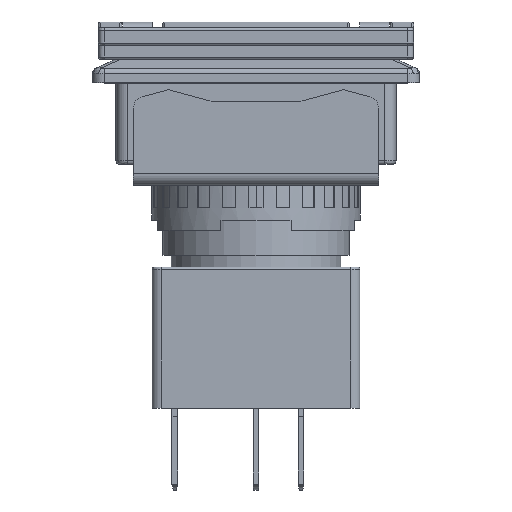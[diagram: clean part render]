
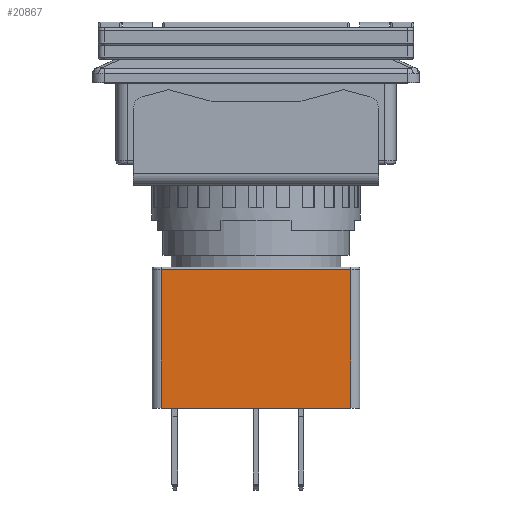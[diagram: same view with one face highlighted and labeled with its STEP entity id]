
A CAD part, front view. The second image highlights one B-rep face of the part: STEP entity #20867.
In plain terms, the highlighted planar face has unit normal (0, -1, 0).
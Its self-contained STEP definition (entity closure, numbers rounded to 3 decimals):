
#329 = EDGE_CURVE ( 'NONE', #18739, #6483, #18877, .T. ) ;
#1626 = CARTESIAN_POINT ( 'NONE',  ( -8.1, -8.9, 0. ) ) ;
#2930 = CARTESIAN_POINT ( 'NONE',  ( 0., -8.9, 11.9 ) ) ;
#3406 = ORIENTED_EDGE ( 'NONE', *, *, #10473, .F. ) ;
#3567 = LINE ( 'NONE', #10796, #4250 ) ;
#4250 = VECTOR ( 'NONE', #17783, 1000. ) ;
#4309 = VECTOR ( 'NONE', #10178, 1000. ) ;
#4819 = PLANE ( 'NONE',  #6012 ) ;
#5647 = VECTOR ( 'NONE', #21026, 1000. ) ;
#6012 = AXIS2_PLACEMENT_3D ( 'NONE', #1626, #8953, #15971 ) ;
#6416 = EDGE_CURVE ( 'NONE', #19201, #17712, #6920, .T. ) ;
#6469 = EDGE_LOOP ( 'NONE', ( #14194, #22996, #17630, #3406 ) ) ;
#6483 = VERTEX_POINT ( 'NONE', #12529 ) ;
#6920 = LINE ( 'NONE', #14030, #5647 ) ;
#8562 = LINE ( 'NONE', #15592, #17179 ) ;
#8953 = DIRECTION ( 'NONE',  ( 0., 1., 0. ) ) ;
#10178 = DIRECTION ( 'NONE',  ( 1., 0., 0. ) ) ;
#10473 = EDGE_CURVE ( 'NONE', #6483, #17712, #3567, .T. ) ;
#10796 = CARTESIAN_POINT ( 'NONE',  ( 8.1, -8.9, 5.95 ) ) ;
#12529 = CARTESIAN_POINT ( 'NONE',  ( 8.1, -8.9, 11.9 ) ) ;
#14030 = CARTESIAN_POINT ( 'NONE',  ( 0., -8.9, 0. ) ) ;
#14194 = ORIENTED_EDGE ( 'NONE', *, *, #329, .F. ) ;
#15592 = CARTESIAN_POINT ( 'NONE',  ( -8.1, -8.9, 5.95 ) ) ;
#15971 = DIRECTION ( 'NONE',  ( 0., 0., 1. ) ) ;
#16157 = CARTESIAN_POINT ( 'NONE',  ( -8.1, -8.9, 0. ) ) ;
#17179 = VECTOR ( 'NONE', #22644, 1000. ) ;
#17630 = ORIENTED_EDGE ( 'NONE', *, *, #6416, .T. ) ;
#17712 = VERTEX_POINT ( 'NONE', #20240 ) ;
#17783 = DIRECTION ( 'NONE',  ( 0., 0., -1. ) ) ;
#18739 = VERTEX_POINT ( 'NONE', #22834 ) ;
#18877 = LINE ( 'NONE', #2930, #4309 ) ;
#19201 = VERTEX_POINT ( 'NONE', #16157 ) ;
#20240 = CARTESIAN_POINT ( 'NONE',  ( 8.1, -8.9, 0. ) ) ;
#20715 = FACE_OUTER_BOUND ( 'NONE', #6469, .T. ) ;
#20867 = ADVANCED_FACE ( 'NONE', ( #20715 ), #4819, .F. ) ;
#21026 = DIRECTION ( 'NONE',  ( 1., 0., 0. ) ) ;
#21540 = EDGE_CURVE ( 'NONE', #19201, #18739, #8562, .T. ) ;
#22644 = DIRECTION ( 'NONE',  ( 0., 0., 1. ) ) ;
#22834 = CARTESIAN_POINT ( 'NONE',  ( -8.1, -8.9, 11.9 ) ) ;
#22996 = ORIENTED_EDGE ( 'NONE', *, *, #21540, .F. ) ;
